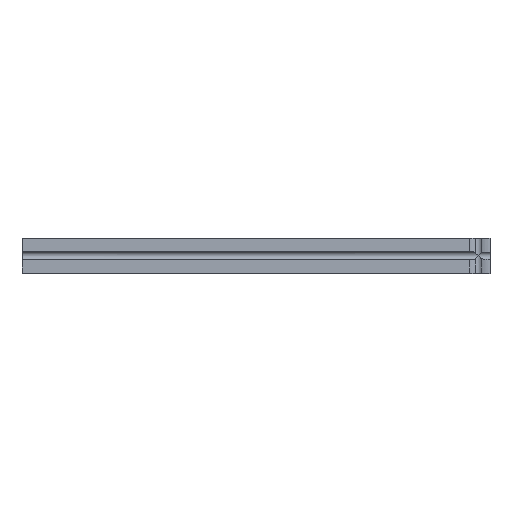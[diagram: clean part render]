
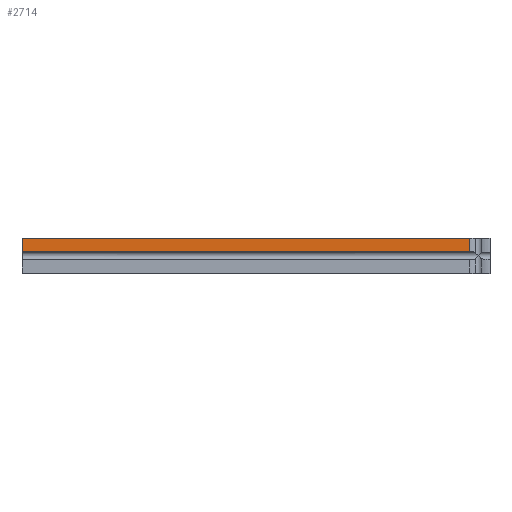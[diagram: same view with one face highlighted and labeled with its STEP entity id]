
A CAD part, top view. The second image highlights one B-rep face of the part: STEP entity #2714.
In plain terms, the highlighted planar face has unit normal (0, 0, 1).
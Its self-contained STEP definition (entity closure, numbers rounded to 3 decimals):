
#99 = PLANE('',#100);
#100 = AXIS2_PLACEMENT_3D('',#101,#102,#103);
#101 = CARTESIAN_POINT('',(-60.,2.934,-0.108));
#102 = DIRECTION('',(-1.,0.,0.));
#103 = DIRECTION('',(0.,-1.,0.));
#1397 = VERTEX_POINT('',#1398);
#1398 = CARTESIAN_POINT('',(-60.,5.5,40.));
#1417 = CYLINDRICAL_SURFACE('',#1418,1.);
#1418 = AXIS2_PLACEMENT_3D('',#1419,#1420,#1421);
#1419 = CARTESIAN_POINT('',(60.,4.5,40.));
#1420 = DIRECTION('',(-1.,0.,0.));
#1421 = DIRECTION('',(0.,0.,1.));
#1451 = EDGE_CURVE('',#1397,#1452,#1454,.T.);
#1452 = VERTEX_POINT('',#1453);
#1453 = CARTESIAN_POINT('',(-60.,9.,40.));
#1454 = SURFACE_CURVE('',#1455,(#1459,#1466),.PCURVE_S1.);
#1455 = LINE('',#1456,#1457);
#1456 = CARTESIAN_POINT('',(-60.,0.,40.));
#1457 = VECTOR('',#1458,1.);
#1458 = DIRECTION('',(0.,1.,0.));
#1459 = PCURVE('',#99,#1460);
#1460 = DEFINITIONAL_REPRESENTATION('',(#1461),#1465);
#1461 = LINE('',#1462,#1463);
#1462 = CARTESIAN_POINT('',(2.934,40.108));
#1463 = VECTOR('',#1464,1.);
#1464 = DIRECTION('',(-1.,0.));
#1465 = ( GEOMETRIC_REPRESENTATION_CONTEXT(2) 
PARAMETRIC_REPRESENTATION_CONTEXT() REPRESENTATION_CONTEXT('2D SPACE',''
  ) );
#1466 = PCURVE('',#1467,#1472);
#1467 = PLANE('',#1468);
#1468 = AXIS2_PLACEMENT_3D('',#1469,#1470,#1471);
#1469 = CARTESIAN_POINT('',(-60.,0.,40.));
#1470 = DIRECTION('',(0.,0.,1.));
#1471 = DIRECTION('',(1.,0.,0.));
#1472 = DEFINITIONAL_REPRESENTATION('',(#1473),#1477);
#1473 = LINE('',#1474,#1475);
#1474 = CARTESIAN_POINT('',(0.,0.));
#1475 = VECTOR('',#1476,1.);
#1476 = DIRECTION('',(0.,1.));
#1477 = ( GEOMETRIC_REPRESENTATION_CONTEXT(2) 
PARAMETRIC_REPRESENTATION_CONTEXT() REPRESENTATION_CONTEXT('2D SPACE',''
  ) );
#1493 = PLANE('',#1494);
#1494 = AXIS2_PLACEMENT_3D('',#1495,#1496,#1497);
#1495 = CARTESIAN_POINT('',(-0.304,9.,35.971));
#1496 = DIRECTION('',(0.,1.,0.));
#1497 = DIRECTION('',(0.,0.,1.));
#2588 = EDGE_CURVE('',#1452,#2589,#2591,.T.);
#2589 = VERTEX_POINT('',#2590);
#2590 = CARTESIAN_POINT('',(54.723,9.,40.));
#2591 = SURFACE_CURVE('',#2592,(#2596,#2603),.PCURVE_S1.);
#2592 = LINE('',#2593,#2594);
#2593 = CARTESIAN_POINT('',(-60.,9.,40.));
#2594 = VECTOR('',#2595,1.);
#2595 = DIRECTION('',(1.,0.,0.));
#2596 = PCURVE('',#1493,#2597);
#2597 = DEFINITIONAL_REPRESENTATION('',(#2598),#2602);
#2598 = LINE('',#2599,#2600);
#2599 = CARTESIAN_POINT('',(4.029,-59.696));
#2600 = VECTOR('',#2601,1.);
#2601 = DIRECTION('',(0.,1.));
#2602 = ( GEOMETRIC_REPRESENTATION_CONTEXT(2) 
PARAMETRIC_REPRESENTATION_CONTEXT() REPRESENTATION_CONTEXT('2D SPACE',''
  ) );
#2603 = PCURVE('',#1467,#2604);
#2604 = DEFINITIONAL_REPRESENTATION('',(#2605),#2609);
#2605 = LINE('',#2606,#2607);
#2606 = CARTESIAN_POINT('',(0.,9.));
#2607 = VECTOR('',#2608,1.);
#2608 = DIRECTION('',(1.,0.));
#2609 = ( GEOMETRIC_REPRESENTATION_CONTEXT(2) 
PARAMETRIC_REPRESENTATION_CONTEXT() REPRESENTATION_CONTEXT('2D SPACE',''
  ) );
#2628 = CYLINDRICAL_SURFACE('',#2629,2.109);
#2629 = AXIS2_PLACEMENT_3D('',#2630,#2631,#2632);
#2630 = CARTESIAN_POINT('',(54.723,8.5,37.891));
#2631 = DIRECTION('',(0.,1.,0.));
#2632 = DIRECTION('',(-0.761,0.,-0.649));
#2714 = ADVANCED_FACE('',(#2715),#1467,.T.);
#2715 = FACE_BOUND('',#2716,.T.);
#2716 = EDGE_LOOP('',(#2717,#2762,#2763,#2764));
#2717 = ORIENTED_EDGE('',*,*,#2718,.F.);
#2718 = EDGE_CURVE('',#2589,#2719,#2721,.T.);
#2719 = VERTEX_POINT('',#2720);
#2720 = CARTESIAN_POINT('',(54.723,5.5,40.));
#2721 = SURFACE_CURVE('',#2722,(#2726,#2733),.PCURVE_S1.);
#2722 = LINE('',#2723,#2724);
#2723 = CARTESIAN_POINT('',(54.723,8.5,40.));
#2724 = VECTOR('',#2725,1.);
#2725 = DIRECTION('',(0.,-1.,0.));
#2726 = PCURVE('',#1467,#2727);
#2727 = DEFINITIONAL_REPRESENTATION('',(#2728),#2732);
#2728 = LINE('',#2729,#2730);
#2729 = CARTESIAN_POINT('',(114.723,8.5));
#2730 = VECTOR('',#2731,1.);
#2731 = DIRECTION('',(0.,-1.));
#2732 = ( GEOMETRIC_REPRESENTATION_CONTEXT(2) 
PARAMETRIC_REPRESENTATION_CONTEXT() REPRESENTATION_CONTEXT('2D SPACE',''
  ) );
#2733 = PCURVE('',#2628,#2734);
#2734 = DEFINITIONAL_REPRESENTATION('',(#2735),#2761);
#2735 = B_SPLINE_CURVE_WITH_KNOTS('',3,(#2736,#2737,#2738,#2739,#2740,
    #2741,#2742,#2743,#2744,#2745,#2746,#2747,#2748,#2749,#2750,#2751,
    #2752,#2753,#2754,#2755,#2756,#2757,#2758,#2759,#2760),
  .UNSPECIFIED.,.F.,.F.,(4,1,1,1,1,1,1,1,1,1,1,1,1,1,1,1,1,1,1,1,1,1,4),
  (-0.5,-0.341,-0.182,-0.023,
    0.136,0.295,0.455,0.614,
    0.773,0.932,1.091,1.25,1.409,
    1.568,1.727,1.886,2.045,
    2.205,2.364,2.523,2.682,
    2.841,3.),.UNSPECIFIED.);
#2736 = CARTESIAN_POINT('',(2.277,0.5));
#2737 = CARTESIAN_POINT('',(2.277,0.447));
#2738 = CARTESIAN_POINT('',(2.277,0.341));
#2739 = CARTESIAN_POINT('',(2.277,0.182));
#2740 = CARTESIAN_POINT('',(2.277,0.023));
#2741 = CARTESIAN_POINT('',(2.277,-0.136));
#2742 = CARTESIAN_POINT('',(2.277,-0.295));
#2743 = CARTESIAN_POINT('',(2.277,-0.455));
#2744 = CARTESIAN_POINT('',(2.277,-0.614));
#2745 = CARTESIAN_POINT('',(2.277,-0.773));
#2746 = CARTESIAN_POINT('',(2.277,-0.932));
#2747 = CARTESIAN_POINT('',(2.277,-1.091));
#2748 = CARTESIAN_POINT('',(2.277,-1.25));
#2749 = CARTESIAN_POINT('',(2.277,-1.409));
#2750 = CARTESIAN_POINT('',(2.277,-1.568));
#2751 = CARTESIAN_POINT('',(2.277,-1.727));
#2752 = CARTESIAN_POINT('',(2.277,-1.886));
#2753 = CARTESIAN_POINT('',(2.277,-2.045));
#2754 = CARTESIAN_POINT('',(2.277,-2.205));
#2755 = CARTESIAN_POINT('',(2.277,-2.364));
#2756 = CARTESIAN_POINT('',(2.277,-2.523));
#2757 = CARTESIAN_POINT('',(2.277,-2.682));
#2758 = CARTESIAN_POINT('',(2.277,-2.841));
#2759 = CARTESIAN_POINT('',(2.277,-2.947));
#2760 = CARTESIAN_POINT('',(2.277,-3.));
#2761 = ( GEOMETRIC_REPRESENTATION_CONTEXT(2) 
PARAMETRIC_REPRESENTATION_CONTEXT() REPRESENTATION_CONTEXT('2D SPACE',''
  ) );
#2762 = ORIENTED_EDGE('',*,*,#2588,.F.);
#2763 = ORIENTED_EDGE('',*,*,#1451,.F.);
#2764 = ORIENTED_EDGE('',*,*,#2765,.T.);
#2765 = EDGE_CURVE('',#1397,#2719,#2766,.T.);
#2766 = SURFACE_CURVE('',#2767,(#2771,#2778),.PCURVE_S1.);
#2767 = LINE('',#2768,#2769);
#2768 = CARTESIAN_POINT('',(60.,5.5,40.));
#2769 = VECTOR('',#2770,1.);
#2770 = DIRECTION('',(1.,0.,0.));
#2771 = PCURVE('',#1467,#2772);
#2772 = DEFINITIONAL_REPRESENTATION('',(#2773),#2777);
#2773 = LINE('',#2774,#2775);
#2774 = CARTESIAN_POINT('',(120.,5.5));
#2775 = VECTOR('',#2776,1.);
#2776 = DIRECTION('',(1.,0.));
#2777 = ( GEOMETRIC_REPRESENTATION_CONTEXT(2) 
PARAMETRIC_REPRESENTATION_CONTEXT() REPRESENTATION_CONTEXT('2D SPACE',''
  ) );
#2778 = PCURVE('',#1417,#2779);
#2779 = DEFINITIONAL_REPRESENTATION('',(#2780),#2806);
#2780 = B_SPLINE_CURVE_WITH_KNOTS('',3,(#2781,#2782,#2783,#2784,#2785,
    #2786,#2787,#2788,#2789,#2790,#2791,#2792,#2793,#2794,#2795,#2796,
    #2797,#2798,#2799,#2800,#2801,#2802,#2803,#2804,#2805),
  .UNSPECIFIED.,.F.,.F.,(4,1,1,1,1,1,1,1,1,1,1,1,1,1,1,1,1,1,1,1,1,1,4),
  (-120.,-114.785,-109.571,-104.356,-99.141
    ,-93.927,-88.712,-83.497,-78.282,
    -73.068,-67.853,-62.638,-57.424,
    -52.209,-46.994,-41.78,-36.565,
    -31.35,-26.135,-20.921,-15.706,
    -10.491,-5.277),.UNSPECIFIED.);
#2781 = CARTESIAN_POINT('',(1.571,120.));
#2782 = CARTESIAN_POINT('',(1.571,118.262));
#2783 = CARTESIAN_POINT('',(1.571,114.785));
#2784 = CARTESIAN_POINT('',(1.571,109.571));
#2785 = CARTESIAN_POINT('',(1.571,104.356));
#2786 = CARTESIAN_POINT('',(1.571,99.141));
#2787 = CARTESIAN_POINT('',(1.571,93.927));
#2788 = CARTESIAN_POINT('',(1.571,88.712));
#2789 = CARTESIAN_POINT('',(1.571,83.497));
#2790 = CARTESIAN_POINT('',(1.571,78.282));
#2791 = CARTESIAN_POINT('',(1.571,73.068));
#2792 = CARTESIAN_POINT('',(1.571,67.853));
#2793 = CARTESIAN_POINT('',(1.571,62.638));
#2794 = CARTESIAN_POINT('',(1.571,57.424));
#2795 = CARTESIAN_POINT('',(1.571,52.209));
#2796 = CARTESIAN_POINT('',(1.571,46.994));
#2797 = CARTESIAN_POINT('',(1.571,41.78));
#2798 = CARTESIAN_POINT('',(1.571,36.565));
#2799 = CARTESIAN_POINT('',(1.571,31.35));
#2800 = CARTESIAN_POINT('',(1.571,26.135));
#2801 = CARTESIAN_POINT('',(1.571,20.921));
#2802 = CARTESIAN_POINT('',(1.571,15.706));
#2803 = CARTESIAN_POINT('',(1.571,10.491));
#2804 = CARTESIAN_POINT('',(1.571,7.015));
#2805 = CARTESIAN_POINT('',(1.571,5.277));
#2806 = ( GEOMETRIC_REPRESENTATION_CONTEXT(2) 
PARAMETRIC_REPRESENTATION_CONTEXT() REPRESENTATION_CONTEXT('2D SPACE',''
  ) );
